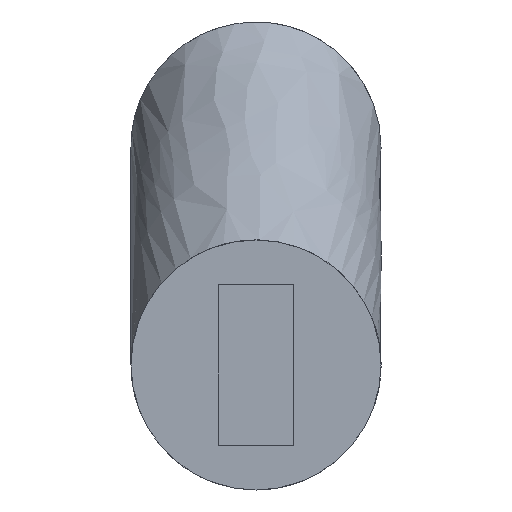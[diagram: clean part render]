
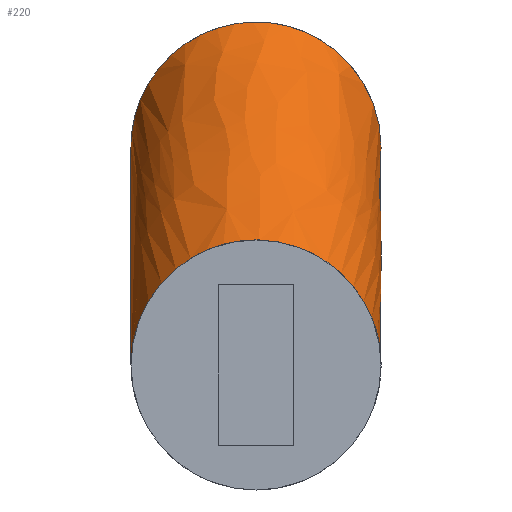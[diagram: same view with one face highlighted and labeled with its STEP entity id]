
A CAD part, front view. The second image highlights one B-rep face of the part: STEP entity #220.
In plain terms, the highlighted free-form (B-spline) face has degree [1, 2] with [2, 9] control points.
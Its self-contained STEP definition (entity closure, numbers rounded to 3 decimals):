
#18=ELLIPSE('',#250,3.788,3.5);
#19=ELLIPSE('',#251,3.788,3.5);
#20=ELLIPSE('',#252,3.788,3.5);
#21=ELLIPSE('',#253,3.788,3.5);
#22=(
BOUNDED_SURFACE()
B_SPLINE_SURFACE(1,2,((#379,#380,#381,#382,#383,#384,#385,#386,#387),(#388,
#389,#390,#391,#392,#393,#394,#395,#396)),.UNSPECIFIED.,.F.,.T.,.F.)
B_SPLINE_SURFACE_WITH_KNOTS((2,2),(3,2,2,2,3),(-0.446,2.891),
(-3.142,-1.571,0.,1.571,3.142),
 .UNSPECIFIED.)
GEOMETRIC_REPRESENTATION_ITEM()
RATIONAL_B_SPLINE_SURFACE(((1.,0.707,1.,0.707,1.,
0.707,1.,0.707,1.),(1.,0.707,1.,0.707,
1.,0.707,1.,0.707,1.)))
REPRESENTATION_ITEM('')
SURFACE()
);
#34=FACE_OUTER_BOUND('',#47,.T.);
#47=EDGE_LOOP('',(#164,#165,#166,#167,#168,#169));
#63=B_SPLINE_CURVE_WITH_KNOTS('',1,(#402,#403),.UNSPECIFIED.,.F.,.F.,(2,
2),(-2.445,0.),.UNSPECIFIED.);
#109=VERTEX_POINT('',#397);
#110=VERTEX_POINT('',#398);
#111=VERTEX_POINT('',#401);
#112=VERTEX_POINT('',#404);
#131=EDGE_CURVE('',#109,#110,#18,.T.);
#132=EDGE_CURVE('',#110,#109,#19,.T.);
#133=EDGE_CURVE('',#109,#111,#63,.T.);
#134=EDGE_CURVE('',#111,#112,#20,.T.);
#135=EDGE_CURVE('',#112,#111,#21,.T.);
#164=ORIENTED_EDGE('',*,*,#131,.T.);
#165=ORIENTED_EDGE('',*,*,#132,.T.);
#166=ORIENTED_EDGE('',*,*,#133,.T.);
#167=ORIENTED_EDGE('',*,*,#134,.T.);
#168=ORIENTED_EDGE('',*,*,#135,.T.);
#169=ORIENTED_EDGE('',*,*,#133,.F.);
#220=ADVANCED_FACE('',(#34),#22,.F.);
#250=AXIS2_PLACEMENT_3D('',#399,#281,#282);
#251=AXIS2_PLACEMENT_3D('',#400,#283,#284);
#252=AXIS2_PLACEMENT_3D('',#405,#285,#286);
#253=AXIS2_PLACEMENT_3D('',#406,#287,#288);
#281=DIRECTION('center_axis',(0.,-0.924,-0.383));
#282=DIRECTION('ref_axis',(0.,0.383,-0.924));
#283=DIRECTION('center_axis',(0.,-0.924,-0.383));
#284=DIRECTION('ref_axis',(0.,0.383,-0.924));
#285=DIRECTION('center_axis',(0.,0.924,0.383));
#286=DIRECTION('ref_axis',(0.,-0.383,0.924));
#287=DIRECTION('center_axis',(0.,0.924,0.383));
#288=DIRECTION('ref_axis',(0.,-0.383,0.924));
#379=CARTESIAN_POINT('Ctrl Pts',(-3.5,17.305,1.186));
#380=CARTESIAN_POINT('Ctrl Pts',(-3.5,14.818,3.632));
#381=CARTESIAN_POINT('Ctrl Pts',(0.,14.818,
3.632));
#382=CARTESIAN_POINT('Ctrl Pts',(3.5,14.818,3.632));
#383=CARTESIAN_POINT('Ctrl Pts',(3.5,17.305,1.186));
#384=CARTESIAN_POINT('Ctrl Pts',(3.5,19.791,-1.26));
#385=CARTESIAN_POINT('Ctrl Pts',(0.,19.791,
-1.26));
#386=CARTESIAN_POINT('Ctrl Pts',(-3.5,19.791,-1.26));
#387=CARTESIAN_POINT('Ctrl Pts',(-3.5,17.305,1.186));
#388=CARTESIAN_POINT('Ctrl Pts',(-3.5,25.495,9.514));
#389=CARTESIAN_POINT('Ctrl Pts',(-3.5,23.009,11.96));
#390=CARTESIAN_POINT('Ctrl Pts',(0.,23.009,
11.96));
#391=CARTESIAN_POINT('Ctrl Pts',(3.5,23.009,11.96));
#392=CARTESIAN_POINT('Ctrl Pts',(3.5,25.495,9.514));
#393=CARTESIAN_POINT('Ctrl Pts',(3.5,27.982,7.068));
#394=CARTESIAN_POINT('Ctrl Pts',(0.,27.982,
7.068));
#395=CARTESIAN_POINT('Ctrl Pts',(-3.5,27.982,7.068));
#396=CARTESIAN_POINT('Ctrl Pts',(-3.5,25.495,9.514));
#397=CARTESIAN_POINT('',(-3.5,24.4,8.4));
#398=CARTESIAN_POINT('',(3.5,24.4,8.4));
#399=CARTESIAN_POINT('Origin',(0.,24.4,8.4));
#400=CARTESIAN_POINT('Origin',(0.,24.4,8.4));
#401=CARTESIAN_POINT('',(-3.5,18.4,2.3));
#402=CARTESIAN_POINT('Ctrl Pts',(-3.5,24.4,8.4));
#403=CARTESIAN_POINT('Ctrl Pts',(-3.5,18.4,2.3));
#404=CARTESIAN_POINT('',(3.5,18.4,2.3));
#405=CARTESIAN_POINT('Origin',(0.,18.4,2.3));
#406=CARTESIAN_POINT('Origin',(0.,18.4,2.3));
